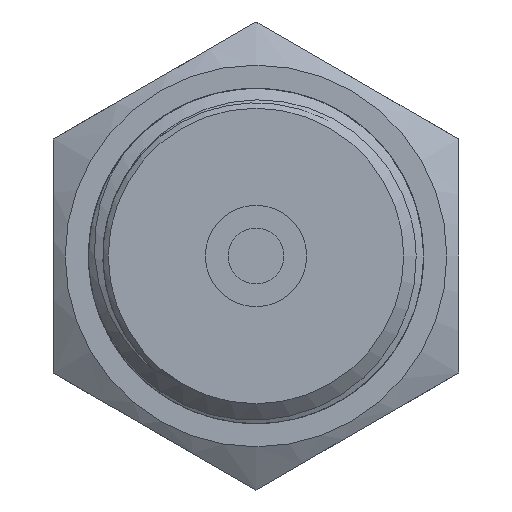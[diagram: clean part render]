
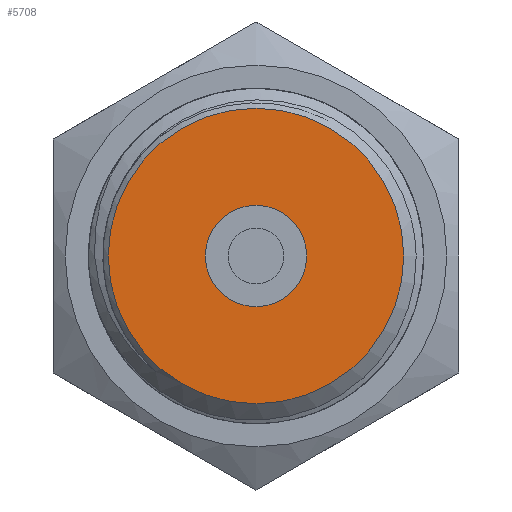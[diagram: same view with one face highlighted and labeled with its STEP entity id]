
A CAD part, left-side view. The second image highlights one B-rep face of the part: STEP entity #5708.
In plain terms, the highlighted planar face has unit normal (-1, 0, 0).
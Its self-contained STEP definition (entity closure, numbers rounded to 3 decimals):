
#311=FACE_BOUND('',#1010,.T.);
#345=PLANE('',#5919);
#659=FACE_OUTER_BOUND('',#1009,.T.);
#1009=EDGE_LOOP('',(#5233));
#1010=EDGE_LOOP('',(#5234));
#1095=CIRCLE('',#5918,3.);
#1096=CIRCLE('',#5920,8.75);
#2719=VERTEX_POINT('',#15391);
#2720=VERTEX_POINT('',#15395);
#3563=EDGE_CURVE('',#2719,#2719,#1095,.T.);
#3565=EDGE_CURVE('',#2720,#2720,#1096,.T.);
#5233=ORIENTED_EDGE('',*,*,#3565,.F.);
#5234=ORIENTED_EDGE('',*,*,#3563,.T.);
#5708=ADVANCED_FACE('',(#659,#311),#345,.T.);
#5918=AXIS2_PLACEMENT_3D('',#15392,#6529,#6530);
#5919=AXIS2_PLACEMENT_3D('',#15394,#6532,#6533);
#5920=AXIS2_PLACEMENT_3D('',#15396,#6534,#6535);
#6529=DIRECTION('center_axis',(1.,0.,0.));
#6530=DIRECTION('ref_axis',(0.,0.,-1.));
#6532=DIRECTION('center_axis',(-1.,0.,0.));
#6533=DIRECTION('ref_axis',(0.,0.,1.));
#6534=DIRECTION('center_axis',(1.,0.,0.));
#6535=DIRECTION('ref_axis',(0.,0.,-1.));
#15391=CARTESIAN_POINT('',(3.,-3.,0.));
#15392=CARTESIAN_POINT('Origin',(3.,0.,0.));
#15394=CARTESIAN_POINT('Origin',(3.,8.75,0.));
#15395=CARTESIAN_POINT('',(3.,-8.75,0.));
#15396=CARTESIAN_POINT('Origin',(3.,0.,0.));
